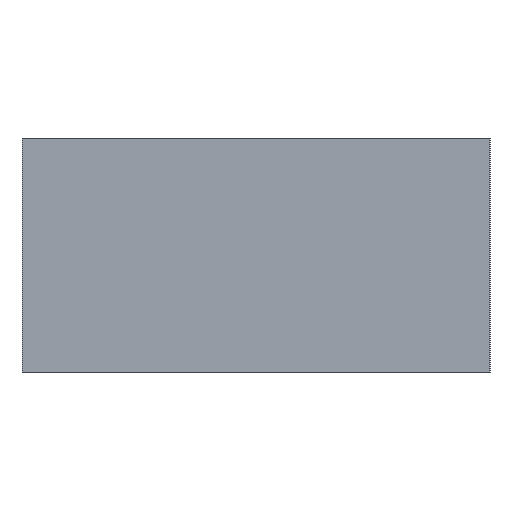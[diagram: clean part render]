
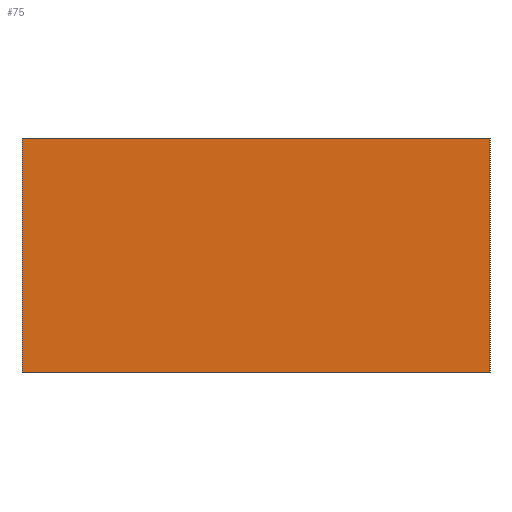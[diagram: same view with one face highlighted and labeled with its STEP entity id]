
A CAD part, left-side view. The second image highlights one B-rep face of the part: STEP entity #75.
In plain terms, the highlighted planar face has unit normal (-1, 0, 0).
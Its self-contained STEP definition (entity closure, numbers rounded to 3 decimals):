
#75 = ADVANCED_FACE( '', ( #90 ), #91, .T. );
#90 = FACE_OUTER_BOUND( '', #123, .T. );
#91 = PLANE( '', #124 );
#123 = EDGE_LOOP( '', ( #156, #157, #158, #159 ) );
#124 = AXIS2_PLACEMENT_3D( '', #160, #161, #162 );
#156 = ORIENTED_EDGE( '', *, *, #268, .F. );
#157 = ORIENTED_EDGE( '', *, *, #269, .F. );
#158 = ORIENTED_EDGE( '', *, *, #270, .T. );
#159 = ORIENTED_EDGE( '', *, *, #271, .T. );
#160 = CARTESIAN_POINT( '', ( -40., 19., 19. ) );
#161 = DIRECTION( '', ( -1., 0., 0. ) );
#162 = DIRECTION( '', ( 0., -1., 0. ) );
#268 = EDGE_CURVE( '', #303, #304, #305, .T. );
#269 = EDGE_CURVE( '', #306, #303, #307, .T. );
#270 = EDGE_CURVE( '', #306, #308, #309, .T. );
#271 = EDGE_CURVE( '', #308, #304, #310, .T. );
#303 = VERTEX_POINT( '', #362 );
#304 = VERTEX_POINT( '', #363 );
#305 = LINE( '', #364, #365 );
#306 = VERTEX_POINT( '', #366 );
#307 = LINE( '', #367, #368 );
#308 = VERTEX_POINT( '', #369 );
#309 = LINE( '', #370, #371 );
#310 = LINE( '', #372, #373 );
#362 = CARTESIAN_POINT( '', ( -40., -19., 0. ) );
#363 = CARTESIAN_POINT( '', ( -40., 19., 0. ) );
#364 = CARTESIAN_POINT( '', ( -40., 19., 0. ) );
#365 = VECTOR( '', #450, 1000. );
#366 = CARTESIAN_POINT( '', ( -40., -19., 19. ) );
#367 = CARTESIAN_POINT( '', ( -40., -19., 19. ) );
#368 = VECTOR( '', #451, 1000. );
#369 = CARTESIAN_POINT( '', ( -40., 19., 19. ) );
#370 = CARTESIAN_POINT( '', ( -40., 19., 19. ) );
#371 = VECTOR( '', #452, 1000. );
#372 = CARTESIAN_POINT( '', ( -40., 19., 19. ) );
#373 = VECTOR( '', #453, 1000. );
#450 = DIRECTION( '', ( 0., 1., 0. ) );
#451 = DIRECTION( '', ( 0., 0., -1. ) );
#452 = DIRECTION( '', ( 0., 1., 0. ) );
#453 = DIRECTION( '', ( 0., 0., -1. ) );
